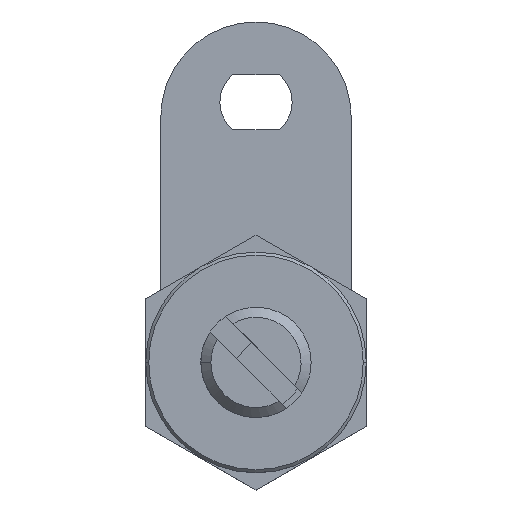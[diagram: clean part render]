
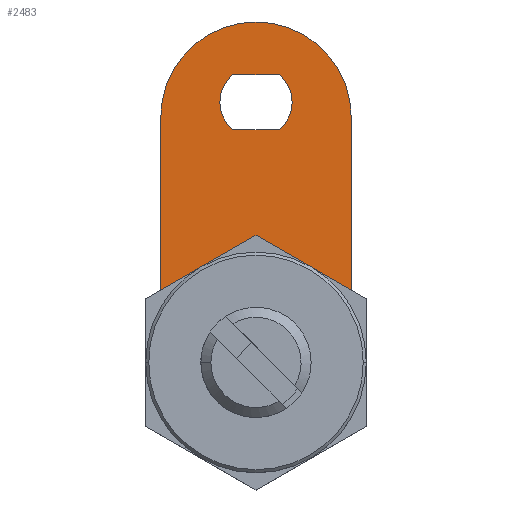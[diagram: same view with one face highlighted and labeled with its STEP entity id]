
A CAD part, top view. The second image highlights one B-rep face of the part: STEP entity #2483.
In plain terms, the highlighted planar face has unit normal (0, 0, 1).
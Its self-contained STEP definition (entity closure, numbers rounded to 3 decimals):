
#12 = AXIS2_PLACEMENT_3D ( 'NONE', #2401, #2400, #2399 ) ;
#89 = VERTEX_POINT ( 'NONE', #2862 ) ;
#97 = VERTEX_POINT ( 'NONE', #2854 ) ;
#99 = VERTEX_POINT ( 'NONE', #2852 ) ;
#111 = VERTEX_POINT ( 'NONE', #2840 ) ;
#167 = ORIENTED_EDGE ( 'NONE', *, *, #1738, .T. ) ;
#169 = ORIENTED_EDGE ( 'NONE', *, *, #1739, .T. ) ;
#170 = ORIENTED_EDGE ( 'NONE', *, *, #1940, .F. ) ;
#171 = ORIENTED_EDGE ( 'NONE', *, *, #1936, .F. ) ;
#172 = ORIENTED_EDGE ( 'NONE', *, *, #1934, .F. ) ;
#173 = ORIENTED_EDGE ( 'NONE', *, *, #1935, .F. ) ;
#174 = ORIENTED_EDGE ( 'NONE', *, *, #1744, .T. ) ;
#175 = ORIENTED_EDGE ( 'NONE', *, *, #1743, .T. ) ;
#176 = ORIENTED_EDGE ( 'NONE', *, *, #1783, .T. ) ;
#177 = ORIENTED_EDGE ( 'NONE', *, *, #1933, .F. ) ;
#178 = ORIENTED_EDGE ( 'NONE', *, *, #1932, .T. ) ;
#179 = ORIENTED_EDGE ( 'NONE', *, *, #1930, .T. ) ;
#180 = ORIENTED_EDGE ( 'NONE', *, *, #1927, .T. ) ;
#181 = ORIENTED_EDGE ( 'NONE', *, *, #1780, .T. ) ;
#234 = EDGE_LOOP ( 'NONE', ( #181, #180, #472, #179, #178 ) ) ;
#235 = EDGE_LOOP ( 'NONE', ( #175, #176, #174, #177, #172, #173, #171, #170, #169, #167 ) ) ;
#472 = ORIENTED_EDGE ( 'NONE', *, *, #1928, .T. ) ;
#715 = VERTEX_POINT ( 'NONE', #2779 ) ;
#716 = VERTEX_POINT ( 'NONE', #2778 ) ;
#717 = VERTEX_POINT ( 'NONE', #2777 ) ;
#718 = VERTEX_POINT ( 'NONE', #2776 ) ;
#719 = VERTEX_POINT ( 'NONE', #2775 ) ;
#720 = VERTEX_POINT ( 'NONE', #2774 ) ;
#721 = VERTEX_POINT ( 'NONE', #2773 ) ;
#722 = VERTEX_POINT ( 'NONE', #2772 ) ;
#723 = VERTEX_POINT ( 'NONE', #2771 ) ;
#737 = VERTEX_POINT ( 'NONE', #2757 ) ;
#738 = VERTEX_POINT ( 'NONE', #2756 ) ;
#819 = LINE ( 'NONE', #2544, #2217 ) ;
#823 = LINE ( 'NONE', #2526, #2226 ) ;
#978 = LINE ( 'NONE', #1239, #1580 ) ;
#981 = LINE ( 'NONE', #1230, #1564 ) ;
#982 = LINE ( 'NONE', #1225, #1585 ) ;
#983 = LINE ( 'NONE', #1220, #1593 ) ;
#1022 = FACE_BOUND ( 'NONE', #234, .T. ) ;
#1023 = FACE_OUTER_BOUND ( 'NONE', #235, .T. ) ;
#1059 = DIRECTION ( 'NONE',  ( -1., 0., 0. ) ) ;
#1060 = DIRECTION ( 'NONE',  ( 0., 0., -1. ) ) ;
#1061 = CARTESIAN_POINT ( 'NONE',  ( 0., 1.5, -18.9 ) ) ;
#1219 = DIRECTION ( 'NONE',  ( 0., 1., 0. ) ) ;
#1220 = CARTESIAN_POINT ( 'NONE',  ( -9.5, 1.5, -18.9 ) ) ;
#1221 = DIRECTION ( 'NONE',  ( -1., 0., 0. ) ) ;
#1222 = DIRECTION ( 'NONE',  ( 0., 0., -1. ) ) ;
#1223 = CARTESIAN_POINT ( 'NONE',  ( 0., 24.5, -18.9 ) ) ;
#1224 = DIRECTION ( 'NONE',  ( 0., -1., 0. ) ) ;
#1225 = CARTESIAN_POINT ( 'NONE',  ( 9.5, 24.5, -18.9 ) ) ;
#1226 = DIRECTION ( 'NONE',  ( -1., 0., 0. ) ) ;
#1227 = DIRECTION ( 'NONE',  ( 0., 0., -1. ) ) ;
#1228 = CARTESIAN_POINT ( 'NONE',  ( 0., 1.5, -18.9 ) ) ;
#1229 = DIRECTION ( 'NONE',  ( 1., 0., 0. ) ) ;
#1230 = CARTESIAN_POINT ( 'NONE',  ( 2.323, 28.75, -18.9 ) ) ;
#1233 = DIRECTION ( 'NONE',  ( -1., 0., 0. ) ) ;
#1234 = DIRECTION ( 'NONE',  ( 0., 0., -1. ) ) ;
#1235 = CARTESIAN_POINT ( 'NONE',  ( 0., 26., -18.9 ) ) ;
#1238 = DIRECTION ( 'NONE',  ( -1., 0., 0. ) ) ;
#1239 = CARTESIAN_POINT ( 'NONE',  ( -2.323, 23.25, -18.9 ) ) ;
#1240 = DIRECTION ( 'NONE',  ( -1., 0., 0. ) ) ;
#1241 = DIRECTION ( 'NONE',  ( 0., 0., -1. ) ) ;
#1242 = CARTESIAN_POINT ( 'NONE',  ( 0., 26., -18.9 ) ) ;
#1504 = DIRECTION ( 'NONE',  ( -1., 0., 0. ) ) ;
#1505 = DIRECTION ( 'NONE',  ( 0., 0., -1. ) ) ;
#1506 = CARTESIAN_POINT ( 'NONE',  ( 0., 0., -18.9 ) ) ;
#1513 = DIRECTION ( 'NONE',  ( -1., 0., 0. ) ) ;
#1514 = DIRECTION ( 'NONE',  ( 0., 0., -1. ) ) ;
#1515 = CARTESIAN_POINT ( 'NONE',  ( 0., 26., -18.9 ) ) ;
#1561 = AXIS2_PLACEMENT_3D ( 'NONE', #1223, #1222, #1221 ) ;
#1564 = VECTOR ( 'NONE', #1229, 1000. ) ;
#1565 = AXIS2_PLACEMENT_3D ( 'NONE', #1228, #1227, #1226 ) ;
#1566 = AXIS2_PLACEMENT_3D ( 'NONE', #1235, #1234, #1233 ) ;
#1573 = CIRCLE ( 'NONE', #1561, 9.5 ) ;
#1580 = VECTOR ( 'NONE', #1238, 1000. ) ;
#1585 = VECTOR ( 'NONE', #1224, 1000. ) ;
#1590 = CIRCLE ( 'NONE', #1597, 9.5 ) ;
#1593 = VECTOR ( 'NONE', #1219, 1000. ) ;
#1597 = AXIS2_PLACEMENT_3D ( 'NONE', #1061, #1060, #1059 ) ;
#1599 = AXIS2_PLACEMENT_3D ( 'NONE', #1242, #1241, #1240 ) ;
#1605 = CIRCLE ( 'NONE', #1565, 9.5 ) ;
#1606 = CIRCLE ( 'NONE', #1566, 3.6 ) ;
#1620 = CIRCLE ( 'NONE', #1599, 3.6 ) ;
#1738 = EDGE_CURVE ( 'NONE', #722, #723, #819, .T. ) ;
#1739 = EDGE_CURVE ( 'NONE', #738, #722, #2041, .T. ) ;
#1743 = EDGE_CURVE ( 'NONE', #723, #89, #2233, .T. ) ;
#1744 = EDGE_CURVE ( 'NONE', #97, #737, #823, .T. ) ;
#1780 = EDGE_CURVE ( 'NONE', #99, #111, #2153, .T. ) ;
#1783 = EDGE_CURVE ( 'NONE', #89, #97, #2128, .T. ) ;
#1927 = EDGE_CURVE ( 'NONE', #111, #721, #1620, .T. ) ;
#1928 = EDGE_CURVE ( 'NONE', #721, #720, #978, .T. ) ;
#1930 = EDGE_CURVE ( 'NONE', #720, #719, #1606, .T. ) ;
#1932 = EDGE_CURVE ( 'NONE', #719, #99, #981, .T. ) ;
#1933 = EDGE_CURVE ( 'NONE', #718, #737, #1605, .T. ) ;
#1934 = EDGE_CURVE ( 'NONE', #717, #718, #982, .T. ) ;
#1935 = EDGE_CURVE ( 'NONE', #716, #717, #1573, .T. ) ;
#1936 = EDGE_CURVE ( 'NONE', #715, #716, #983, .T. ) ;
#1940 = EDGE_CURVE ( 'NONE', #738, #715, #1590, .T. ) ;
#2041 = CIRCLE ( 'NONE', #2198, 8.3 ) ;
#2128 = CIRCLE ( 'NONE', #2135, 6.5 ) ;
#2132 = AXIS2_PLACEMENT_3D ( 'NONE', #1515, #1514, #1513 ) ;
#2135 = AXIS2_PLACEMENT_3D ( 'NONE', #1506, #1505, #1504 ) ;
#2153 = CIRCLE ( 'NONE', #2132, 3.6 ) ;
#2198 = AXIS2_PLACEMENT_3D ( 'NONE', #2542, #2541, #2540 ) ;
#2217 = VECTOR ( 'NONE', #2543, 1000. ) ;
#2226 = VECTOR ( 'NONE', #2525, 1000. ) ;
#2230 = AXIS2_PLACEMENT_3D ( 'NONE', #2529, #2528, #2527 ) ;
#2233 = CIRCLE ( 'NONE', #2230, 6.5 ) ;
#2399 = DIRECTION ( 'NONE',  ( -1., 0., 0. ) ) ;
#2400 = DIRECTION ( 'NONE',  ( 0., 0., -1. ) ) ;
#2401 = CARTESIAN_POINT ( 'NONE',  ( 0., 24.5, -18.9 ) ) ;
#2402 = PLANE ( 'NONE',  #12 ) ;
#2483 = ADVANCED_FACE ( 'NONE', ( #1022, #1023 ), #2402, .F. ) ;
#2525 = DIRECTION ( 'NONE',  ( -0.707, -0.707, 0. ) ) ;
#2526 = CARTESIAN_POINT ( 'NONE',  ( -2.959, -5.787, -18.9 ) ) ;
#2527 = DIRECTION ( 'NONE',  ( -1., 0., 0. ) ) ;
#2528 = DIRECTION ( 'NONE',  ( 0., 0., -1. ) ) ;
#2529 = CARTESIAN_POINT ( 'NONE',  ( 0., 0., -18.9 ) ) ;
#2540 = DIRECTION ( 'NONE',  ( -1., 0., 0. ) ) ;
#2541 = DIRECTION ( 'NONE',  ( 0., 0., -1. ) ) ;
#2542 = CARTESIAN_POINT ( 'NONE',  ( 0.707, -0.707, -18.9 ) ) ;
#2543 = DIRECTION ( 'NONE',  ( -0.707, -0.707, 0. ) ) ;
#2544 = CARTESIAN_POINT ( 'NONE',  ( 5.787, 2.959, -18.9 ) ) ;
#2756 = CARTESIAN_POINT ( 'NONE',  ( -5.43, -6.295, -18.9 ) ) ;
#2757 = CARTESIAN_POINT ( 'NONE',  ( -4.195, -7.024, -18.9 ) ) ;
#2771 = CARTESIAN_POINT ( 'NONE',  ( 5.787, 2.959, -18.9 ) ) ;
#2772 = CARTESIAN_POINT ( 'NONE',  ( 7.24, 4.412, -18.9 ) ) ;
#2773 = CARTESIAN_POINT ( 'NONE',  ( 2.323, 23.25, -18.9 ) ) ;
#2774 = CARTESIAN_POINT ( 'NONE',  ( -2.323, 23.25, -18.9 ) ) ;
#2775 = CARTESIAN_POINT ( 'NONE',  ( -2.323, 28.75, -18.9 ) ) ;
#2776 = CARTESIAN_POINT ( 'NONE',  ( 9.5, 1.5, -18.9 ) ) ;
#2777 = CARTESIAN_POINT ( 'NONE',  ( 9.5, 24.5, -18.9 ) ) ;
#2778 = CARTESIAN_POINT ( 'NONE',  ( -9.5, 24.5, -18.9 ) ) ;
#2779 = CARTESIAN_POINT ( 'NONE',  ( -9.5, 1.5, -18.9 ) ) ;
#2840 = CARTESIAN_POINT ( 'NONE',  ( 3.6, 26., -18.9 ) ) ;
#2852 = CARTESIAN_POINT ( 'NONE',  ( 2.323, 28.75, -18.9 ) ) ;
#2854 = CARTESIAN_POINT ( 'NONE',  ( -2.959, -5.787, -18.9 ) ) ;
#2862 = CARTESIAN_POINT ( 'NONE',  ( 6.5, 0., -18.9 ) ) ;
